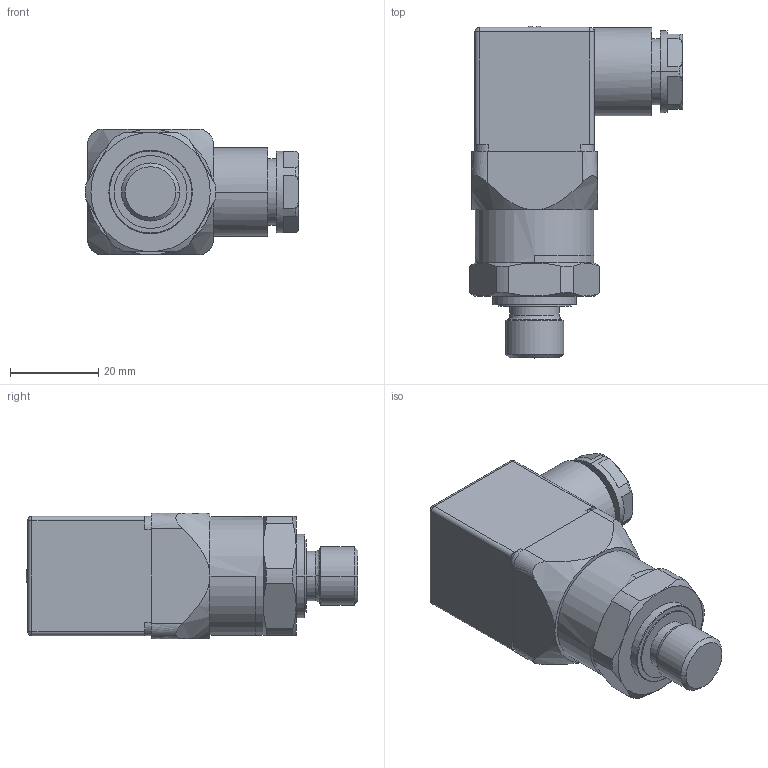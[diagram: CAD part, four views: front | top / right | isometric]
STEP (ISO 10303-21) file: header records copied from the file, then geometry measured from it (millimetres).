
FILE_DESCRIPTION((''),'2;1');
FILE_NAME('11504773______________SW0001','2010-01-27T',('HOHMM'),(''),'PRO/ENGINEER BY PARAMETRIC TECHNOLOGY CORPORATION, 2009380','PRO/ENGINEER BY PARAMETRIC TECHNOLOGY CORPORATION, 2009380','');
FILE_SCHEMA(('AUTOMOTIVE_DESIGN_CC2 { 1 2 10303 214 -1 1 5 2 }'));
Length unit declared in the file: millimetre
Products named in the file (1): 11504773______________SW0001
Bounding box: 48.24 x 75.15 x 28.5 mm (x, y, z)
Volume: 49820.7 mm3; surface area: 9571.1 mm2
Topology: 1 solids, 1 shells, 114 faces, 275 edges, 172 vertices
Faces by surface type: bspline 114
Entity records: 5960 total; most frequent: CARTESIAN_POINT 2699, ORIENTED_EDGE 550, DIRECTION 328, EDGE_CURVE 275, VERTEX_POINT 172, FILL_AREA_STYLE_COLOUR 140, FILL_AREA_STYLE 140, SURFACE_STYLE_FILL_AREA 140
